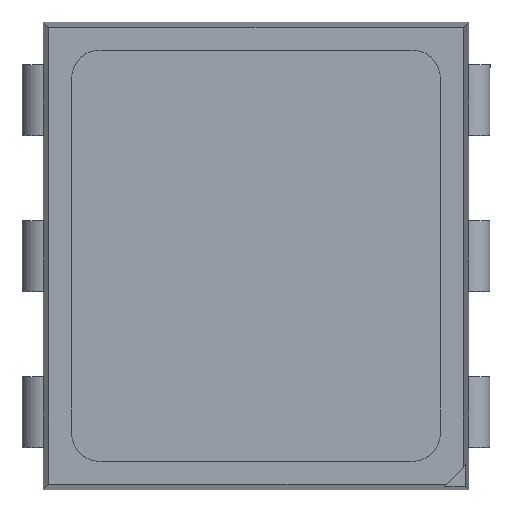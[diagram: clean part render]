
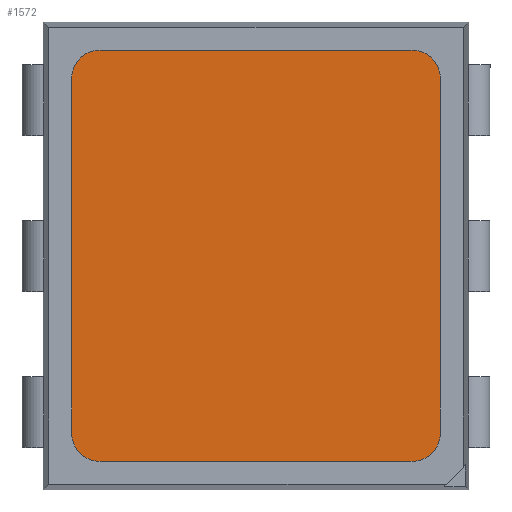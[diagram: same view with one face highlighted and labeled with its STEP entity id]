
A CAD part, top view. The second image highlights one B-rep face of the part: STEP entity #1572.
In plain terms, the highlighted planar face has unit normal (0, 0, 1).
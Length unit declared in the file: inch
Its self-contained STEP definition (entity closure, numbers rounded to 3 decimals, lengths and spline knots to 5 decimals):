
#63 = DIRECTION ( 'NONE',  ( 0., 1., 0. ) ) ;
#167 = DIRECTION ( 'NONE',  ( 0., -1., 0. ) ) ;
#194 = DIRECTION ( 'NONE',  ( 1., 0., 0. ) ) ;
#202 = CARTESIAN_POINT ( 'NONE',  ( -0.05118, -0.04921, 0. ) ) ;
#204 = EDGE_CURVE ( 'NONE', #4960, #5274, #3958, .T. ) ;
#222 = CARTESIAN_POINT ( 'NONE',  ( 0.04331, -0.05709, 0. ) ) ;
#323 = ORIENTED_EDGE ( 'NONE', *, *, #4794, .F. ) ;
#346 = CARTESIAN_POINT ( 'NONE',  ( 0.05118, -0.04921, 0. ) ) ;
#373 = ORIENTED_EDGE ( 'NONE', *, *, #1044, .F. ) ;
#464 = AXIS2_PLACEMENT_3D ( 'NONE', #3961, #625, #2303 ) ;
#526 = DIRECTION ( 'NONE',  ( -1., 0., 0. ) ) ;
#608 = VECTOR ( 'NONE', #841, 39.37008 ) ;
#625 = DIRECTION ( 'NONE',  ( 0., 0., -1. ) ) ;
#713 = VERTEX_POINT ( 'NONE', #1757 ) ;
#841 = DIRECTION ( 'NONE',  ( -1., 0., 0. ) ) ;
#913 = AXIS2_PLACEMENT_3D ( 'NONE', #2687, #4001, #4332 ) ;
#926 = AXIS2_PLACEMENT_3D ( 'NONE', #3919, #1434, #194 ) ;
#1031 = ORIENTED_EDGE ( 'NONE', *, *, #204, .F. ) ;
#1044 = EDGE_CURVE ( 'NONE', #713, #5155, #2551, .T. ) ;
#1206 = ORIENTED_EDGE ( 'NONE', *, *, #5023, .F. ) ;
#1329 = EDGE_CURVE ( 'NONE', #713, #5274, #2938, .T. ) ;
#1368 = CARTESIAN_POINT ( 'NONE',  ( -0.05118, 0.04921, 0. ) ) ;
#1434 = DIRECTION ( 'NONE',  ( 0., 0., 1. ) ) ;
#1569 = LINE ( 'NONE', #2110, #1759 ) ;
#1572 = ADVANCED_FACE ( 'N', ( #4274 ), #3053, .T. ) ;
#1757 = CARTESIAN_POINT ( 'NONE',  ( 0.04331, 0.05709, 0. ) ) ;
#1759 = VECTOR ( 'NONE', #2846, 39.37008 ) ;
#1862 = ORIENTED_EDGE ( 'NONE', *, *, #3190, .T. ) ;
#2033 = CIRCLE ( 'NONE', #464, 0.00787 ) ;
#2078 = DIRECTION ( 'NONE',  ( -1., 0., 0. ) ) ;
#2110 = CARTESIAN_POINT ( 'NONE',  ( 0.05118, -0.05709, 0. ) ) ;
#2303 = DIRECTION ( 'NONE',  ( -1., 0., 0. ) ) ;
#2358 = AXIS2_PLACEMENT_3D ( 'NONE', #3363, #3348, #526 ) ;
#2359 = CARTESIAN_POINT ( 'NONE',  ( -0.04331, 0.05709, 0. ) ) ;
#2492 = LINE ( 'NONE', #3079, #4288 ) ;
#2551 = CIRCLE ( 'NONE', #913, 0.00787 ) ;
#2687 = CARTESIAN_POINT ( 'NONE',  ( 0.04331, 0.04921, 0. ) ) ;
#2764 = VECTOR ( 'NONE', #63, 39.37008 ) ;
#2819 = CARTESIAN_POINT ( 'NONE',  ( 0.05118, 0.04921, 0. ) ) ;
#2828 = ORIENTED_EDGE ( 'NONE', *, *, #4955, .T. ) ;
#2846 = DIRECTION ( 'NONE',  ( 1., 0., 0. ) ) ;
#2938 = LINE ( 'NONE', #5331, #608 ) ;
#3053 = PLANE ( 'NONE',  #926 ) ;
#3056 = EDGE_CURVE ( 'NONE', #4122, #3279, #1569, .T. ) ;
#3079 = CARTESIAN_POINT ( 'NONE',  ( -0.05118, 0.05709, 0. ) ) ;
#3131 = ORIENTED_EDGE ( 'NONE', *, *, #1329, .T. ) ;
#3190 = EDGE_CURVE ( 'NONE', #3740, #5155, #3872, .T. ) ;
#3275 = VERTEX_POINT ( 'NONE', #202 ) ;
#3279 = VERTEX_POINT ( 'NONE', #222 ) ;
#3348 = DIRECTION ( 'NONE',  ( 0., 0., -1. ) ) ;
#3363 = CARTESIAN_POINT ( 'NONE',  ( 0.04331, -0.04921, 0. ) ) ;
#3396 = CARTESIAN_POINT ( 'NONE',  ( 0.05118, 0.05709, 0. ) ) ;
#3585 = CIRCLE ( 'NONE', #2358, 0.00787 ) ;
#3670 = CARTESIAN_POINT ( 'NONE',  ( -0.04331, -0.05709, 0. ) ) ;
#3698 = DIRECTION ( 'NONE',  ( 0., 0., -1. ) ) ;
#3713 = CARTESIAN_POINT ( 'NONE',  ( -0.04331, 0.04921, 0. ) ) ;
#3740 = VERTEX_POINT ( 'NONE', #346 ) ;
#3872 = LINE ( 'NONE', #3396, #2764 ) ;
#3878 = EDGE_LOOP ( 'NONE', ( #1862, #373, #3131, #1031, #2828, #1206, #5225, #323 ) ) ;
#3919 = CARTESIAN_POINT ( 'NONE',  ( 0., 0., 0. ) ) ;
#3958 = CIRCLE ( 'NONE', #4615, 0.00787 ) ;
#3961 = CARTESIAN_POINT ( 'NONE',  ( -0.04331, -0.04921, 0. ) ) ;
#4001 = DIRECTION ( 'NONE',  ( 0., 0., -1. ) ) ;
#4122 = VERTEX_POINT ( 'NONE', #3670 ) ;
#4274 = FACE_OUTER_BOUND ( 'NONE', #3878, .T. ) ;
#4288 = VECTOR ( 'NONE', #167, 39.37008 ) ;
#4332 = DIRECTION ( 'NONE',  ( -1., 0., 0. ) ) ;
#4615 = AXIS2_PLACEMENT_3D ( 'NONE', #3713, #3698, #2078 ) ;
#4794 = EDGE_CURVE ( 'NONE', #3740, #3279, #3585, .T. ) ;
#4955 = EDGE_CURVE ( 'NONE', #4960, #3275, #2492, .T. ) ;
#4960 = VERTEX_POINT ( 'NONE', #1368 ) ;
#5023 = EDGE_CURVE ( 'NONE', #4122, #3275, #2033, .T. ) ;
#5155 = VERTEX_POINT ( 'NONE', #2819 ) ;
#5225 = ORIENTED_EDGE ( 'NONE', *, *, #3056, .T. ) ;
#5274 = VERTEX_POINT ( 'NONE', #2359 ) ;
#5331 = CARTESIAN_POINT ( 'NONE',  ( 0.05118, 0.05709, 0. ) ) ;
